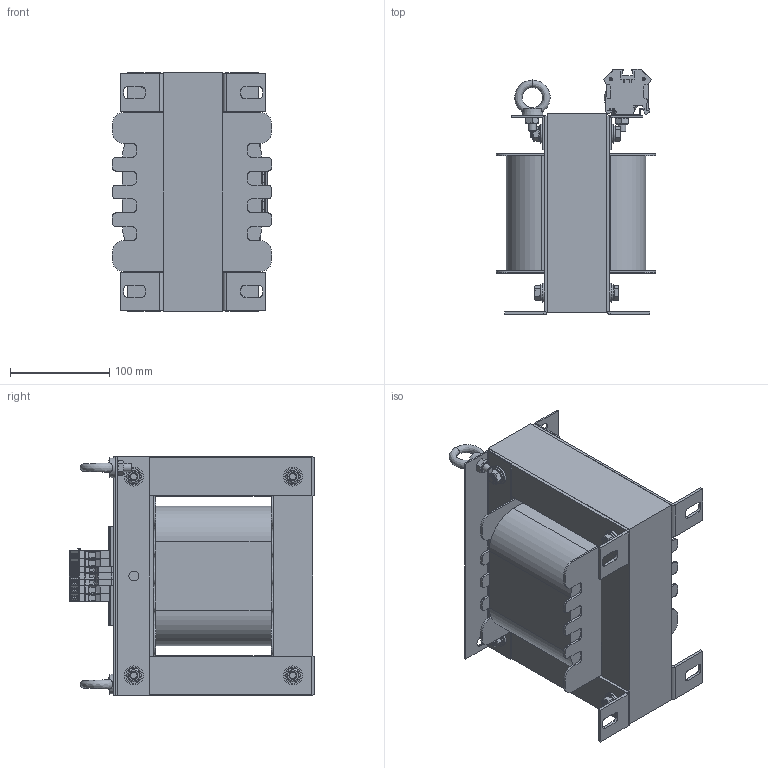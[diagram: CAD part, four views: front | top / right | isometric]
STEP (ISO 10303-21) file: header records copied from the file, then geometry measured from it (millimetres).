
FILE_DESCRIPTION(/* description */ (''),/* implementation_level */ '2;1');
FILE_NAME(/* name */ 'TD002503220.stp',/* time_stamp */ '2024-01-22T08:10:22+01:00',/* author */ ('velazquez'),/* organization */ (''),/* preprocessor_version */ 'ST-DEVELOPER v19.2',/* originating_system */ 'Autodesk Inventor 2023',/* authorisation */ '');
FILE_SCHEMA (('AUTOMOTIVE_DESIGN { 1 0 10303 214 3 1 1 }'));
Length unit declared in the file: millimetre
Products named in the file (15): TD002503220; EI240 240 x 200 - 60 (Rc80); Escuadra RC80; SEMI 30 X 60 RC80 EI240 - 30; ESCUADRA RC80 PORTAFICHAS; centrador M8; DIN 125 - A 8,4; DIN 933 - M8  x 80; DIN 933 - M8  x 85; carril 4 agujeros; Bolt GB 825 B M8; DIN 934 - M8; FICHA 6; FICHA 4 AM_VE; FICHA 4
Assembly tree (44 placements, depth 2):
  TD002503220
    EI240 240 x 200 - 60 (Rc80)
    Escuadra RC80  x4
    SEMI 30 X 60 RC80 EI240 - 30
    ESCUADRA RC80 PORTAFICHAS  x2
    centrador M8  x8
    DIN 125 - A 8,4  x8
    DIN 933 - M8  x 80  x2
    DIN 933 - M8  x 85  x2
    DIN 934 - M8  x6
    carril 4 agujeros
    Bolt GB 825 B M8  x2
    FICHA 6  x4
    FICHA 4 AM_VE
    FICHA 4  x2
Bounding box: 160 x 247.05 x 240 mm (x, y, z)
Volume: 4223505.6 mm3; surface area: 544825.4 mm2
Topology: 44 solids, 44 shells, 2399 faces, 6347 edges, 4099 vertices
Faces by surface type: plane 1691, cylinder 528, cone 122, torus 40, sphere 14, bspline 4
Full cylindrical faces by diameter (mm): 2.4 x14, 2.5 x14, 2.75 x14, 2.95 x14, 4.3 x6, 5.82 x2, 6.3 x8, 6.647 x6, 7.323 x4, 8 x14, 8.4 x8, 9.6 x8, 10 x10, 11 x4, 11.4 x4, 12 x8, 16 x8, 19 x8
Entity records: 36703 total; most frequent: CARTESIAN_POINT 6594, ORIENTED_EDGE 5996, DIRECTION 5958, EDGE_CURVE 2998, LINE 2304, VECTOR 2304, VERTEX_POINT 1938, AXIS2_PLACEMENT_3D 1827
